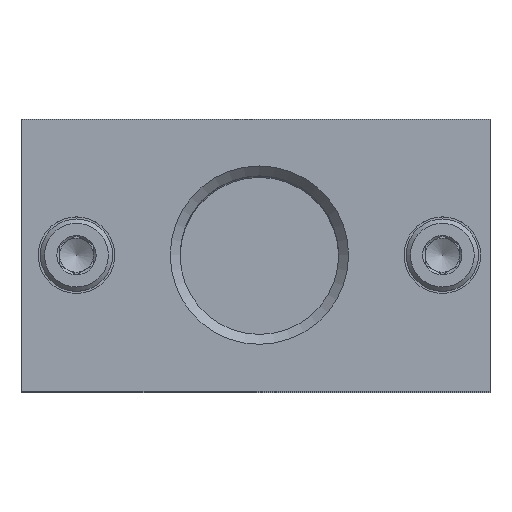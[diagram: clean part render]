
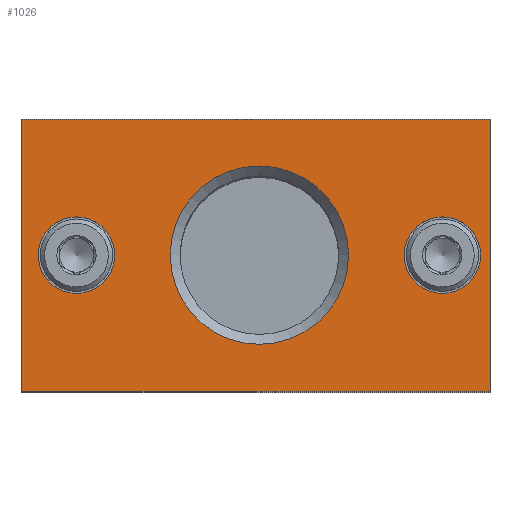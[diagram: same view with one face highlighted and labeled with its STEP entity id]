
A CAD part, top view. The second image highlights one B-rep face of the part: STEP entity #1026.
In plain terms, the highlighted face is planar.
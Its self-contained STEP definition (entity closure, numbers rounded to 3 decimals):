
#114=CIRCLE('',#1155,4.5);
#115=CIRCLE('',#1156,4.5);
#116=CIRCLE('',#1157,10.478);
#188=ORIENTED_EDGE('',*,*,#432,.T.);
#189=ORIENTED_EDGE('',*,*,#433,.T.);
#190=ORIENTED_EDGE('',*,*,#434,.T.);
#191=ORIENTED_EDGE('',*,*,#420,.T.);
#192=ORIENTED_EDGE('',*,*,#424,.T.);
#193=ORIENTED_EDGE('',*,*,#427,.T.);
#194=ORIENTED_EDGE('',*,*,#431,.T.);
#420=EDGE_CURVE('',#545,#544,#636,.T.);
#424=EDGE_CURVE('',#544,#547,#640,.T.);
#427=EDGE_CURVE('',#547,#549,#643,.T.);
#431=EDGE_CURVE('',#549,#545,#645,.T.);
#432=EDGE_CURVE('',#552,#552,#114,.T.);
#433=EDGE_CURVE('',#553,#553,#115,.T.);
#434=EDGE_CURVE('',#554,#554,#116,.T.);
#544=VERTEX_POINT('',#1639);
#545=VERTEX_POINT('',#1641);
#547=VERTEX_POINT('',#1647);
#549=VERTEX_POINT('',#1653);
#552=VERTEX_POINT('',#1664);
#553=VERTEX_POINT('',#1666);
#554=VERTEX_POINT('',#1668);
#636=LINE('',#1640,#690);
#640=LINE('',#1648,#694);
#643=LINE('',#1654,#697);
#645=LINE('',#1661,#699);
#690=VECTOR('',#1297,1000.);
#694=VECTOR('',#1303,1000.);
#697=VECTOR('',#1308,1000.);
#699=VECTOR('',#1316,1000.);
#748=EDGE_LOOP('',(#188));
#749=EDGE_LOOP('',(#189));
#750=EDGE_LOOP('',(#190));
#751=EDGE_LOOP('',(#191,#192,#193,#194));
#868=FACE_BOUND('',#748,.T.);
#869=FACE_BOUND('',#749,.T.);
#870=FACE_BOUND('',#750,.T.);
#871=FACE_BOUND('',#751,.T.);
#988=PLANE('',#1154);
#1026=ADVANCED_FACE('',(#868,#869,#870,#871),#988,.T.);
#1154=AXIS2_PLACEMENT_3D('',#1662,#1317,#1318);
#1155=AXIS2_PLACEMENT_3D('',#1663,#1319,#1320);
#1156=AXIS2_PLACEMENT_3D('',#1665,#1321,#1322);
#1157=AXIS2_PLACEMENT_3D('',#1667,#1323,#1324);
#1297=DIRECTION('',(-1.,0.,0.));
#1303=DIRECTION('',(0.,0.,1.));
#1308=DIRECTION('',(1.,0.,0.));
#1316=DIRECTION('',(0.,0.,-1.));
#1317=DIRECTION('',(0.,1.,0.));
#1318=DIRECTION('',(0.,0.,1.));
#1319=DIRECTION('',(0.,-1.,0.));
#1320=DIRECTION('',(0.,0.,-1.));
#1321=DIRECTION('',(0.,-1.,0.));
#1322=DIRECTION('',(0.,0.,-1.));
#1323=DIRECTION('',(0.,-1.,0.));
#1324=DIRECTION('',(0.,0.,-1.));
#1639=CARTESIAN_POINT('',(-27.5,15.,-16.));
#1640=CARTESIAN_POINT('',(27.5,15.,-16.));
#1641=CARTESIAN_POINT('',(27.5,15.,-16.));
#1647=CARTESIAN_POINT('',(-27.5,15.,16.));
#1648=CARTESIAN_POINT('',(-27.5,15.,-16.));
#1653=CARTESIAN_POINT('',(27.5,15.,16.));
#1654=CARTESIAN_POINT('',(-27.5,15.,16.));
#1661=CARTESIAN_POINT('',(27.5,15.,16.));
#1662=CARTESIAN_POINT('',(0.,15.,0.));
#1663=CARTESIAN_POINT('',(-21.9,15.,0.));
#1664=CARTESIAN_POINT('',(-21.9,15.,-4.5));
#1665=CARTESIAN_POINT('',(21.1,15.,0.));
#1666=CARTESIAN_POINT('',(21.1,15.,-4.5));
#1667=CARTESIAN_POINT('',(-0.4,15.,0.));
#1668=CARTESIAN_POINT('',(-0.4,15.,-10.478));
